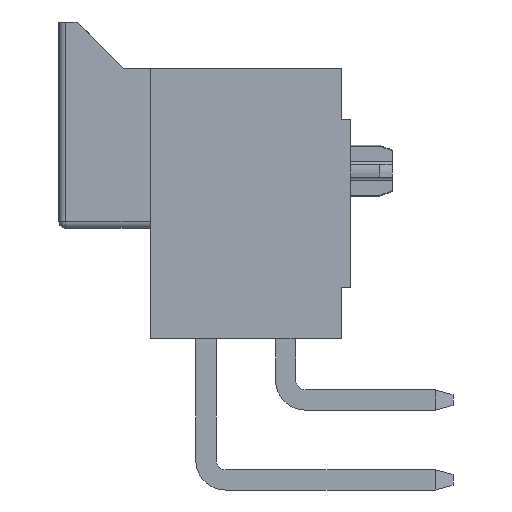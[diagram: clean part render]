
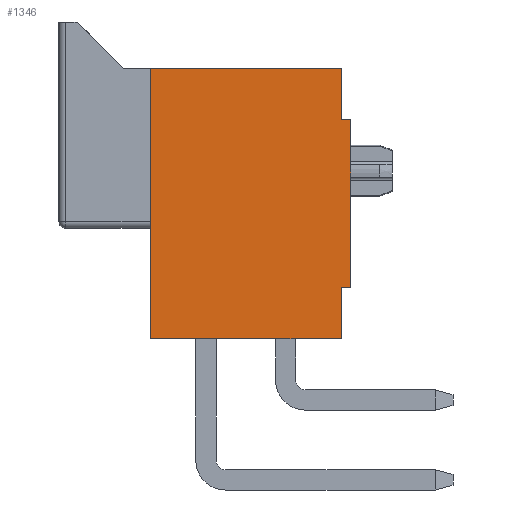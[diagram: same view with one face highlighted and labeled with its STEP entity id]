
A CAD part, left-side view. The second image highlights one B-rep face of the part: STEP entity #1346.
In plain terms, the highlighted planar face has unit normal (-1, 0, 0).
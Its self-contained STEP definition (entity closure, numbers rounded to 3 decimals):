
#36 = EDGE_CURVE('',#37,#39,#41,.T.);
#37 = VERTEX_POINT('',#38);
#38 = CARTESIAN_POINT('',(-2.97,-2.99,-4.23));
#39 = VERTEX_POINT('',#40);
#40 = CARTESIAN_POINT('',(-2.97,-2.99,-2.63));
#41 = SURFACE_CURVE('',#42,(#46,#58),.PCURVE_S1.);
#42 = LINE('',#43,#44);
#43 = CARTESIAN_POINT('',(-2.97,-2.99,-4.23));
#44 = VECTOR('',#45,1.);
#45 = DIRECTION('',(0.,0.,1.));
#46 = PCURVE('',#47,#52);
#47 = PLANE('',#48);
#48 = AXIS2_PLACEMENT_3D('',#49,#50,#51);
#49 = CARTESIAN_POINT('',(0.,-2.99,0.));
#50 = DIRECTION('',(0.,1.,0.));
#51 = DIRECTION('',(1.,0.,0.));
#52 = DEFINITIONAL_REPRESENTATION('',(#53),#57);
#53 = LINE('',#54,#55);
#54 = CARTESIAN_POINT('',(-2.97,4.23));
#55 = VECTOR('',#56,1.);
#56 = DIRECTION('',(0.,-1.));
#57 = ( GEOMETRIC_REPRESENTATION_CONTEXT(2) 
PARAMETRIC_REPRESENTATION_CONTEXT() REPRESENTATION_CONTEXT('2D SPACE',''
  ) );
#58 = PCURVE('',#59,#64);
#59 = PLANE('',#60);
#60 = AXIS2_PLACEMENT_3D('',#61,#62,#63);
#61 = CARTESIAN_POINT('',(-2.97,-2.99,-4.23));
#62 = DIRECTION('',(-1.,0.,0.));
#63 = DIRECTION('',(0.,0.,1.));
#64 = DEFINITIONAL_REPRESENTATION('',(#65),#69);
#65 = LINE('',#66,#67);
#66 = CARTESIAN_POINT('',(0.,0.));
#67 = VECTOR('',#68,1.);
#68 = DIRECTION('',(1.,0.));
#69 = ( GEOMETRIC_REPRESENTATION_CONTEXT(2) 
PARAMETRIC_REPRESENTATION_CONTEXT() REPRESENTATION_CONTEXT('2D SPACE',''
  ) );
#87 = PLANE('',#88);
#88 = AXIS2_PLACEMENT_3D('',#89,#90,#91);
#89 = CARTESIAN_POINT('',(-2.97,-2.99,-2.63));
#90 = DIRECTION('',(0.,0.,-1.));
#91 = DIRECTION('',(1.,0.,0.));
#128 = VERTEX_POINT('',#129);
#129 = CARTESIAN_POINT('',(-2.97,-2.99,2.63));
#143 = PLANE('',#144);
#144 = AXIS2_PLACEMENT_3D('',#145,#146,#147);
#145 = CARTESIAN_POINT('',(-2.37,-2.99,2.63));
#146 = DIRECTION('',(0.,0.,1.));
#147 = DIRECTION('',(-1.,0.,0.));
#155 = EDGE_CURVE('',#128,#156,#158,.T.);
#156 = VERTEX_POINT('',#157);
#157 = CARTESIAN_POINT('',(-2.97,-2.99,4.23));
#158 = SURFACE_CURVE('',#159,(#163,#170),.PCURVE_S1.);
#159 = LINE('',#160,#161);
#160 = CARTESIAN_POINT('',(-2.97,-2.99,2.63));
#161 = VECTOR('',#162,1.);
#162 = DIRECTION('',(0.,0.,1.));
#163 = PCURVE('',#47,#164);
#164 = DEFINITIONAL_REPRESENTATION('',(#165),#169);
#165 = LINE('',#166,#167);
#166 = CARTESIAN_POINT('',(-2.97,-2.63));
#167 = VECTOR('',#168,1.);
#168 = DIRECTION('',(0.,-1.));
#169 = ( GEOMETRIC_REPRESENTATION_CONTEXT(2) 
PARAMETRIC_REPRESENTATION_CONTEXT() REPRESENTATION_CONTEXT('2D SPACE',''
  ) );
#170 = PCURVE('',#59,#171);
#171 = DEFINITIONAL_REPRESENTATION('',(#172),#176);
#172 = LINE('',#173,#174);
#173 = CARTESIAN_POINT('',(6.86,0.));
#174 = VECTOR('',#175,1.);
#175 = DIRECTION('',(1.,0.));
#176 = ( GEOMETRIC_REPRESENTATION_CONTEXT(2) 
PARAMETRIC_REPRESENTATION_CONTEXT() REPRESENTATION_CONTEXT('2D SPACE',''
  ) );
#194 = PLANE('',#195);
#195 = AXIS2_PLACEMENT_3D('',#196,#197,#198);
#196 = CARTESIAN_POINT('',(-2.97,-2.99,4.23));
#197 = DIRECTION('',(0.,0.,1.));
#198 = DIRECTION('',(1.,0.,-0.));
#355 = PLANE('',#356);
#356 = AXIS2_PLACEMENT_3D('',#357,#358,#359);
#357 = CARTESIAN_POINT('',(2.97,-2.99,-4.23));
#358 = DIRECTION('',(0.,0.,-1.));
#359 = DIRECTION('',(-1.,0.,0.));
#1346 = ADVANCED_FACE('',(#1347),#59,.T.);
#1347 = FACE_BOUND('',#1348,.F.);
#1348 = EDGE_LOOP('',(#1349,#1350,#1373,#1401,#1422,#1423,#1446,#1474));
#1349 = ORIENTED_EDGE('',*,*,#155,.F.);
#1350 = ORIENTED_EDGE('',*,*,#1351,.T.);
#1351 = EDGE_CURVE('',#128,#1352,#1354,.T.);
#1352 = VERTEX_POINT('',#1353);
#1353 = CARTESIAN_POINT('',(-2.97,-3.29,2.63));
#1354 = SURFACE_CURVE('',#1355,(#1359,#1366),.PCURVE_S1.);
#1355 = LINE('',#1356,#1357);
#1356 = CARTESIAN_POINT('',(-2.97,-2.99,2.63));
#1357 = VECTOR('',#1358,1.);
#1358 = DIRECTION('',(0.,-1.,0.));
#1359 = PCURVE('',#59,#1360);
#1360 = DEFINITIONAL_REPRESENTATION('',(#1361),#1365);
#1361 = LINE('',#1362,#1363);
#1362 = CARTESIAN_POINT('',(6.86,0.));
#1363 = VECTOR('',#1364,1.);
#1364 = DIRECTION('',(0.,-1.));
#1365 = ( GEOMETRIC_REPRESENTATION_CONTEXT(2) 
PARAMETRIC_REPRESENTATION_CONTEXT() REPRESENTATION_CONTEXT('2D SPACE',''
  ) );
#1366 = PCURVE('',#143,#1367);
#1367 = DEFINITIONAL_REPRESENTATION('',(#1368),#1372);
#1368 = LINE('',#1369,#1370);
#1369 = CARTESIAN_POINT('',(0.6,0.));
#1370 = VECTOR('',#1371,1.);
#1371 = DIRECTION('',(0.,1.));
#1372 = ( GEOMETRIC_REPRESENTATION_CONTEXT(2) 
PARAMETRIC_REPRESENTATION_CONTEXT() REPRESENTATION_CONTEXT('2D SPACE',''
  ) );
#1373 = ORIENTED_EDGE('',*,*,#1374,.T.);
#1374 = EDGE_CURVE('',#1352,#1375,#1377,.T.);
#1375 = VERTEX_POINT('',#1376);
#1376 = CARTESIAN_POINT('',(-2.97,-3.29,-2.63));
#1377 = SURFACE_CURVE('',#1378,(#1382,#1389),.PCURVE_S1.);
#1378 = LINE('',#1379,#1380);
#1379 = CARTESIAN_POINT('',(-2.97,-3.29,2.63));
#1380 = VECTOR('',#1381,1.);
#1381 = DIRECTION('',(0.,0.,-1.));
#1382 = PCURVE('',#59,#1383);
#1383 = DEFINITIONAL_REPRESENTATION('',(#1384),#1388);
#1384 = LINE('',#1385,#1386);
#1385 = CARTESIAN_POINT('',(6.86,-0.3));
#1386 = VECTOR('',#1387,1.);
#1387 = DIRECTION('',(-1.,0.));
#1388 = ( GEOMETRIC_REPRESENTATION_CONTEXT(2) 
PARAMETRIC_REPRESENTATION_CONTEXT() REPRESENTATION_CONTEXT('2D SPACE',''
  ) );
#1389 = PCURVE('',#1390,#1395);
#1390 = PLANE('',#1391);
#1391 = AXIS2_PLACEMENT_3D('',#1392,#1393,#1394);
#1392 = CARTESIAN_POINT('',(-2.97,-3.29,4.23));
#1393 = DIRECTION('',(0.,-1.,0.));
#1394 = DIRECTION('',(1.,0.,0.));
#1395 = DEFINITIONAL_REPRESENTATION('',(#1396),#1400);
#1396 = LINE('',#1397,#1398);
#1397 = CARTESIAN_POINT('',(0.,-1.6));
#1398 = VECTOR('',#1399,1.);
#1399 = DIRECTION('',(0.,-1.));
#1400 = ( GEOMETRIC_REPRESENTATION_CONTEXT(2) 
PARAMETRIC_REPRESENTATION_CONTEXT() REPRESENTATION_CONTEXT('2D SPACE',''
  ) );
#1401 = ORIENTED_EDGE('',*,*,#1402,.F.);
#1402 = EDGE_CURVE('',#39,#1375,#1403,.T.);
#1403 = SURFACE_CURVE('',#1404,(#1408,#1415),.PCURVE_S1.);
#1404 = LINE('',#1405,#1406);
#1405 = CARTESIAN_POINT('',(-2.97,-2.99,-2.63));
#1406 = VECTOR('',#1407,1.);
#1407 = DIRECTION('',(0.,-1.,0.));
#1408 = PCURVE('',#59,#1409);
#1409 = DEFINITIONAL_REPRESENTATION('',(#1410),#1414);
#1410 = LINE('',#1411,#1412);
#1411 = CARTESIAN_POINT('',(1.6,0.));
#1412 = VECTOR('',#1413,1.);
#1413 = DIRECTION('',(0.,-1.));
#1414 = ( GEOMETRIC_REPRESENTATION_CONTEXT(2) 
PARAMETRIC_REPRESENTATION_CONTEXT() REPRESENTATION_CONTEXT('2D SPACE',''
  ) );
#1415 = PCURVE('',#87,#1416);
#1416 = DEFINITIONAL_REPRESENTATION('',(#1417),#1421);
#1417 = LINE('',#1418,#1419);
#1418 = CARTESIAN_POINT('',(0.,0.));
#1419 = VECTOR('',#1420,1.);
#1420 = DIRECTION('',(0.,1.));
#1421 = ( GEOMETRIC_REPRESENTATION_CONTEXT(2) 
PARAMETRIC_REPRESENTATION_CONTEXT() REPRESENTATION_CONTEXT('2D SPACE',''
  ) );
#1422 = ORIENTED_EDGE('',*,*,#36,.F.);
#1423 = ORIENTED_EDGE('',*,*,#1424,.T.);
#1424 = EDGE_CURVE('',#37,#1425,#1427,.T.);
#1425 = VERTEX_POINT('',#1426);
#1426 = CARTESIAN_POINT('',(-2.97,2.99,-4.23));
#1427 = SURFACE_CURVE('',#1428,(#1432,#1439),.PCURVE_S1.);
#1428 = LINE('',#1429,#1430);
#1429 = CARTESIAN_POINT('',(-2.97,-2.99,-4.23));
#1430 = VECTOR('',#1431,1.);
#1431 = DIRECTION('',(0.,1.,0.));
#1432 = PCURVE('',#59,#1433);
#1433 = DEFINITIONAL_REPRESENTATION('',(#1434),#1438);
#1434 = LINE('',#1435,#1436);
#1435 = CARTESIAN_POINT('',(0.,0.));
#1436 = VECTOR('',#1437,1.);
#1437 = DIRECTION('',(0.,1.));
#1438 = ( GEOMETRIC_REPRESENTATION_CONTEXT(2) 
PARAMETRIC_REPRESENTATION_CONTEXT() REPRESENTATION_CONTEXT('2D SPACE',''
  ) );
#1439 = PCURVE('',#355,#1440);
#1440 = DEFINITIONAL_REPRESENTATION('',(#1441),#1445);
#1441 = LINE('',#1442,#1443);
#1442 = CARTESIAN_POINT('',(5.94,0.));
#1443 = VECTOR('',#1444,1.);
#1444 = DIRECTION('',(0.,1.));
#1445 = ( GEOMETRIC_REPRESENTATION_CONTEXT(2) 
PARAMETRIC_REPRESENTATION_CONTEXT() REPRESENTATION_CONTEXT('2D SPACE',''
  ) );
#1446 = ORIENTED_EDGE('',*,*,#1447,.T.);
#1447 = EDGE_CURVE('',#1425,#1448,#1450,.T.);
#1448 = VERTEX_POINT('',#1449);
#1449 = CARTESIAN_POINT('',(-2.97,2.99,4.23));
#1450 = SURFACE_CURVE('',#1451,(#1455,#1462),.PCURVE_S1.);
#1451 = LINE('',#1452,#1453);
#1452 = CARTESIAN_POINT('',(-2.97,2.99,-4.23));
#1453 = VECTOR('',#1454,1.);
#1454 = DIRECTION('',(0.,0.,1.));
#1455 = PCURVE('',#59,#1456);
#1456 = DEFINITIONAL_REPRESENTATION('',(#1457),#1461);
#1457 = LINE('',#1458,#1459);
#1458 = CARTESIAN_POINT('',(0.,5.98));
#1459 = VECTOR('',#1460,1.);
#1460 = DIRECTION('',(1.,0.));
#1461 = ( GEOMETRIC_REPRESENTATION_CONTEXT(2) 
PARAMETRIC_REPRESENTATION_CONTEXT() REPRESENTATION_CONTEXT('2D SPACE',''
  ) );
#1462 = PCURVE('',#1463,#1468);
#1463 = PLANE('',#1464);
#1464 = AXIS2_PLACEMENT_3D('',#1465,#1466,#1467);
#1465 = CARTESIAN_POINT('',(0.,2.99,0.));
#1466 = DIRECTION('',(0.,1.,0.));
#1467 = DIRECTION('',(1.,0.,0.));
#1468 = DEFINITIONAL_REPRESENTATION('',(#1469),#1473);
#1469 = LINE('',#1470,#1471);
#1470 = CARTESIAN_POINT('',(-2.97,4.23));
#1471 = VECTOR('',#1472,1.);
#1472 = DIRECTION('',(0.,-1.));
#1473 = ( GEOMETRIC_REPRESENTATION_CONTEXT(2) 
PARAMETRIC_REPRESENTATION_CONTEXT() REPRESENTATION_CONTEXT('2D SPACE',''
  ) );
#1474 = ORIENTED_EDGE('',*,*,#1475,.F.);
#1475 = EDGE_CURVE('',#156,#1448,#1476,.T.);
#1476 = SURFACE_CURVE('',#1477,(#1481,#1488),.PCURVE_S1.);
#1477 = LINE('',#1478,#1479);
#1478 = CARTESIAN_POINT('',(-2.97,-2.99,4.23));
#1479 = VECTOR('',#1480,1.);
#1480 = DIRECTION('',(0.,1.,0.));
#1481 = PCURVE('',#59,#1482);
#1482 = DEFINITIONAL_REPRESENTATION('',(#1483),#1487);
#1483 = LINE('',#1484,#1485);
#1484 = CARTESIAN_POINT('',(8.46,0.));
#1485 = VECTOR('',#1486,1.);
#1486 = DIRECTION('',(0.,1.));
#1487 = ( GEOMETRIC_REPRESENTATION_CONTEXT(2) 
PARAMETRIC_REPRESENTATION_CONTEXT() REPRESENTATION_CONTEXT('2D SPACE',''
  ) );
#1488 = PCURVE('',#194,#1489);
#1489 = DEFINITIONAL_REPRESENTATION('',(#1490),#1494);
#1490 = LINE('',#1491,#1492);
#1491 = CARTESIAN_POINT('',(0.,0.));
#1492 = VECTOR('',#1493,1.);
#1493 = DIRECTION('',(0.,1.));
#1494 = ( GEOMETRIC_REPRESENTATION_CONTEXT(2) 
PARAMETRIC_REPRESENTATION_CONTEXT() REPRESENTATION_CONTEXT('2D SPACE',''
  ) );
